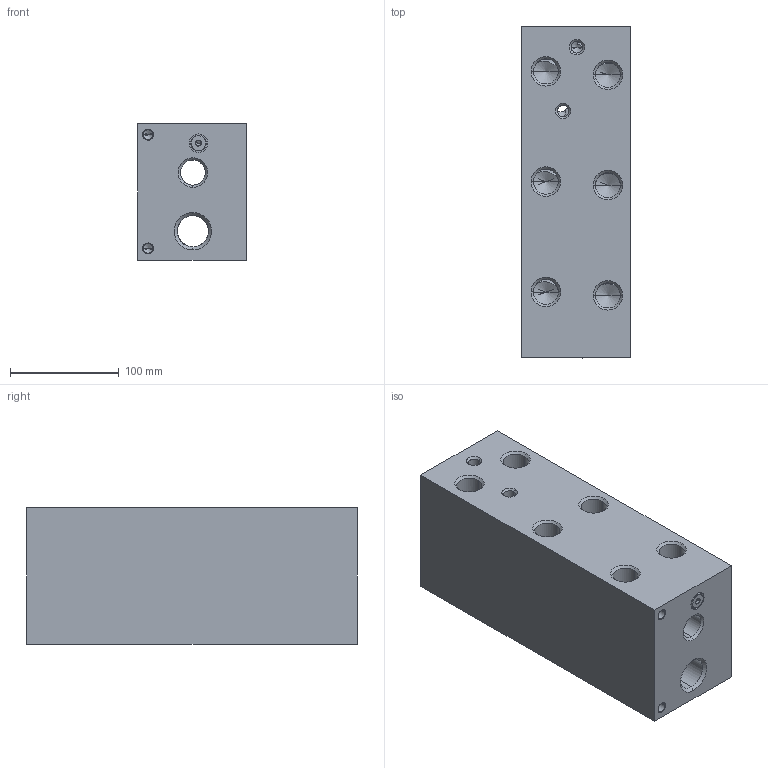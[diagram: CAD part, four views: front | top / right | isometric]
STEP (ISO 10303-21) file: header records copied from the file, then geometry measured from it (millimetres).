
FILE_DESCRIPTION((''),'2;1');
FILE_NAME('VLC_ASM','2021-03-26T',('ProEService'),(''),'PRO/ENGINEER BY PARAMETRIC TECHNOLOGY CORPORATION, 2014200','PRO/ENGINEER BY PARAMETRIC TECHNOLOGY CORPORATION, 2014200','');
FILE_SCHEMA(('CONFIG_CONTROL_DESIGN'));
Length unit declared in the file: inch
Products named in the file (3): 153-230-001; A330-006-004; VLC_ASM
Assembly tree (3 placements, depth 2):
  VLC_ASM
    153-230-001
    A330-006-004  x2
Bounding box: 100.03 x 305.87 x 125.43 mm (x, y, z)
Volume: 3132790.9 mm3; surface area: 289211.3 mm2
Topology: 3 solids, 3 shells, 407 faces, 1499 edges, 1285 vertices
Faces by surface type: cone 212, cylinder 149, plane 40, torus 6
Entity records: 16306 total; most frequent: CARTESIAN_POINT 5081, DIRECTION 2412, ORIENTED_EDGE 1960, EDGE_CURVE 980, AXIS2_PLACEMENT_3D 834, VECTOR 744, LINE 744, VERTEX_POINT 644
